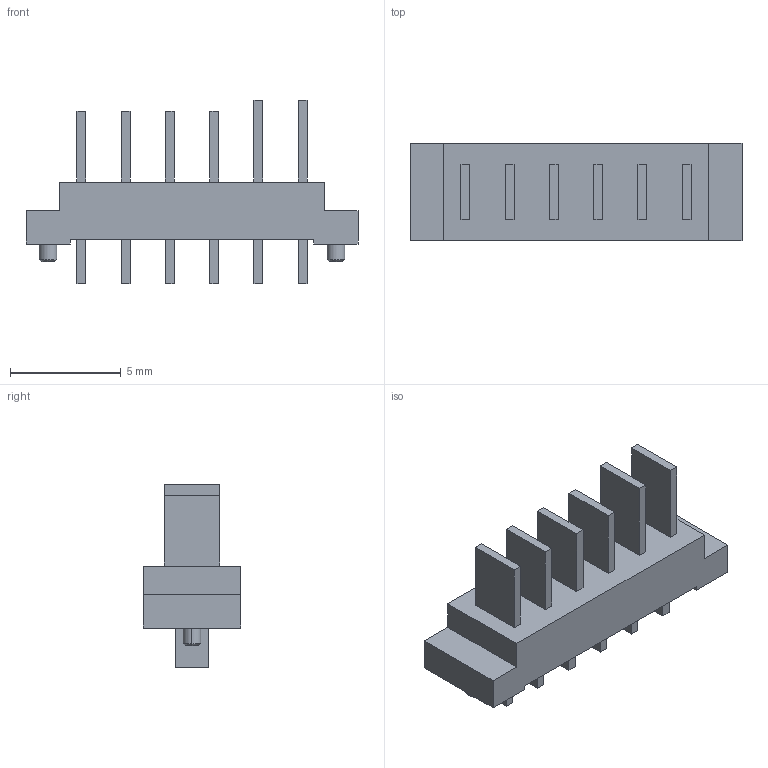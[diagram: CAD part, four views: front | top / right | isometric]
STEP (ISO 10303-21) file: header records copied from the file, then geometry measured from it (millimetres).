
FILE_DESCRIPTION (( 'STEP AP214' ), '1' );
FILE_NAME ('WB37萇喀蟀諉ん.STEP', '2024-06-20T02:20:49', ( '' ), ( '' ), 'SwSTEP 2.0', 'SolidWorks 2022', '' );
FILE_SCHEMA (( 'AUTOMOTIVE_DESIGN' ));
Length unit declared in the file: millimetre
Products named in the file (1): WB37电池连接器
Bounding box: 15 x 4.4 x 8.3 mm (x, y, z)
Volume: 186.1 mm3; surface area: 396.7 mm2
Topology: 1 solids, 1 shells, 84 faces, 200 edges, 132 vertices
Faces by surface type: plane 76, cone 4, cylinder 4
Entity records: 2418 total; most frequent: CARTESIAN_POINT 417, ORIENTED_EDGE 400, DIRECTION 382, EDGE_CURVE 200, LINE 188, VECTOR 188, VERTEX_POINT 132, EDGE_LOOP 98
